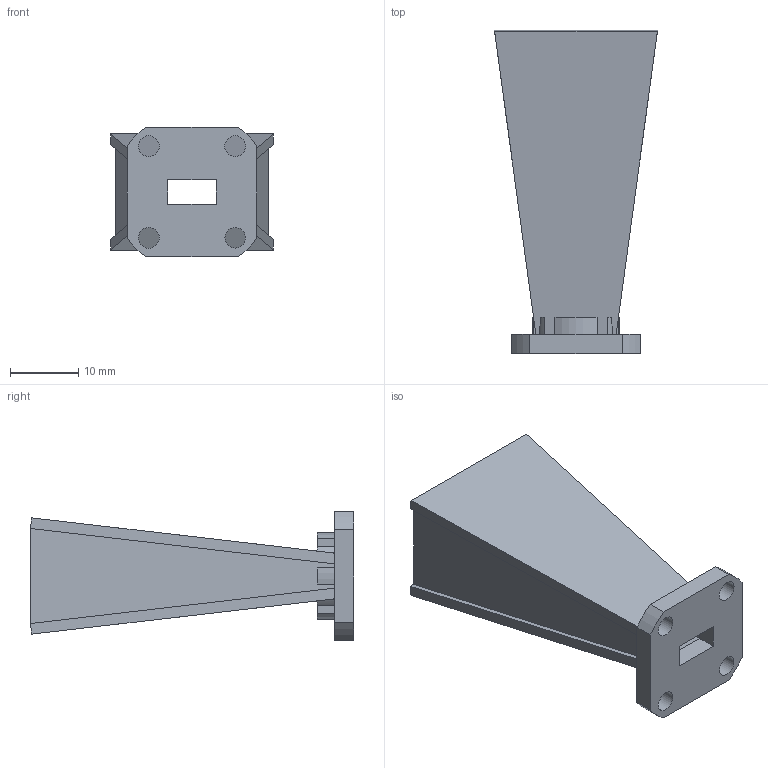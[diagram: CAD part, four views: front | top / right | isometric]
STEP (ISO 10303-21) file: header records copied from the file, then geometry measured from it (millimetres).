
FILE_DESCRIPTION (( 'STEP AP214' ), '1' );
FILE_NAME ('PE9850B-15_3D.STEP', '2021-08-05T15:57:51', ( '' ), ( '' ), 'SwSTEP 2.0', 'SolidWorks 2021', '' );
FILE_SCHEMA (( 'AUTOMOTIVE_DESIGN' ));
Length unit declared in the file: inch
Products named in the file (1): PE9850B-15_3D
Bounding box: 23.98 x 47.5 x 19.05 mm (x, y, z)
Volume: 4694.7 mm3; surface area: 5850.7 mm2
Topology: 1 solids, 1 shells, 70 faces, 192 edges, 124 vertices
Faces by surface type: plane 54, cylinder 16
Full cylindrical faces by diameter (mm): 3.023 x1, 3.048 x3
Entity records: 2232 total; most frequent: CARTESIAN_POINT 407, ORIENTED_EDGE 376, DIRECTION 354, EDGE_CURVE 188, VECTOR 148, LINE 148, VERTEX_POINT 124, AXIS2_PLACEMENT_3D 103
